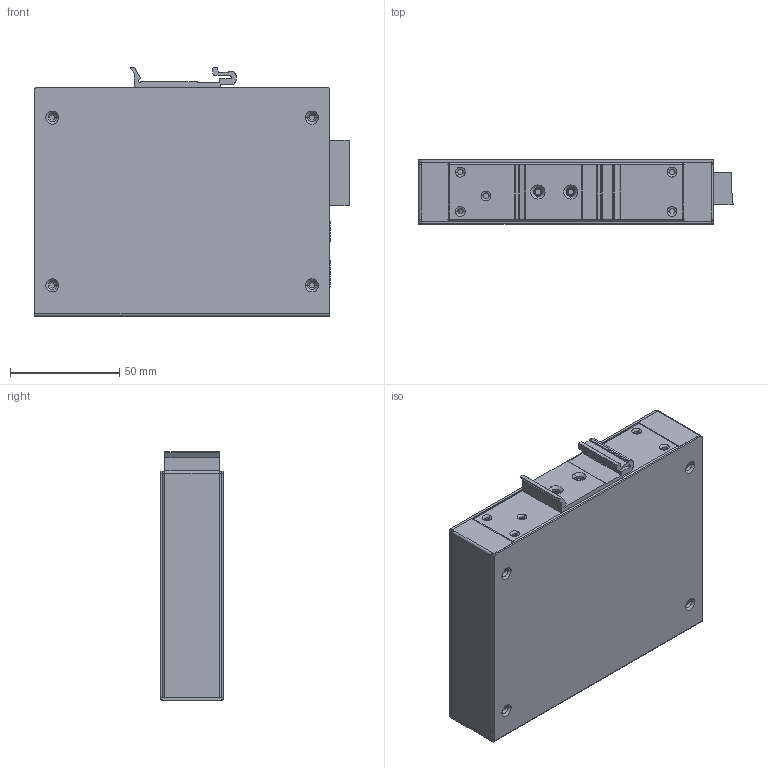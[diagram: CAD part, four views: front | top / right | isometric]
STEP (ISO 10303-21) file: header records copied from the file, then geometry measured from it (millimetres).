
FILE_DESCRIPTION((''),'2;1');
FILE_NAME('EDS-G205-1GTXSFP','2014-07-09T',('David_Sung'),(''),'PRO/ENGINEER BY PARAMETRIC TECHNOLOGY CORPORATION, 2006020','PRO/ENGINEER BY PARAMETRIC TECHNOLOGY CORPORATION, 2006020','');
FILE_SCHEMA(('CONFIG_CONTROL_DESIGN'));
Length unit declared in the file: millimetre
Products named in the file (1): EDS-G205-1GTXSFP
Bounding box: 144.05 x 29.2 x 113.8 mm (x, y, z)
Surface area: 224961.6 mm2 (no closed solid volume)
Topology: 0 solids, 55 shells, 1766 faces, 4216 edges, 2625 vertices
Faces by surface type: plane 1046, cylinder 620, torus 68, cone 32
Entity records: 51181 total; most frequent: DIRECTION 9357, CARTESIAN_POINT 8708, ORIENTED_EDGE 8424, EDGE_CURVE 4216, AXIS2_PLACEMENT_3D 3388, VERTEX_POINT 2625, VECTOR 2581, LINE 2581
